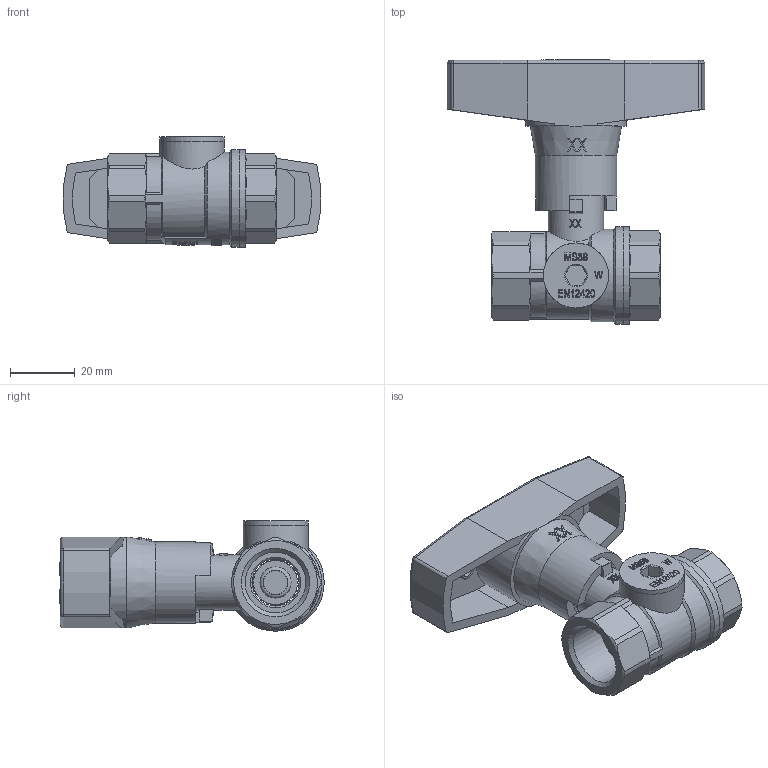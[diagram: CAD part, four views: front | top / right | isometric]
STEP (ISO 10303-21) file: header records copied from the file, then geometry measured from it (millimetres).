
FILE_DESCRIPTION(/* description */ ('Unknown'),/* implementation_level */ '2;1');
FILE_NAME(/* name */ '6080-04',/* time_stamp */ '2023-02-10T07:54:33+01:00',/* author */ ('Unknown'),/* organization */ ('Unknown'),/* preprocessor_version */ 'ST-DEVELOPER v16.7',/* originating_system */ 'Solid Edge',/* authorisation */ 'Unknown');
FILE_SCHEMA (('AUTOMOTIVE_DESIGN {1 0 10303 214 3 1 1}'));
Length unit declared in the file: millimetre
Products named in the file (16): 6080-1_2; T-Griff 3_8-3_4; Abdeckkappe-3_8-1_1_2; Neu-T-Griff-Al-3_8-3_4-a; Befestigungsschraube-1_2-3_4; 600-1_2-Spindel-co_oa_0; 600-1_2-Stopfbuchse; 600-1_2-Spindel; 600-1_2-Kvrper-co_oa_1; 600-1_2-Einschraubteil; 600-1_2-Sieb; 600-1_2-Speerring; kvrper; 600-1_2-Schraube; 600-1_2-Kvrper; Dichtung
Assembly tree (15 placements, depth 4):
  6080-1_2
    T-Griff 3_8-3_4
      Abdeckkappe-3_8-1_1_2
      Neu-T-Griff-Al-3_8-3_4-a
      Befestigungsschraube-1_2-3_4
    600-1_2-Spindel-co_oa_0
      600-1_2-Stopfbuchse
      600-1_2-Spindel
    600-1_2-Kvrper-co_oa_1
      600-1_2-Einschraubteil
      600-1_2-Sieb
      600-1_2-Speerring
      kvrper
        600-1_2-Schraube
        600-1_2-Kvrper
        Dichtung
Bounding box: 79.22 x 81.4 x 34 mm (x, y, z)
Volume: 49317.1 mm3; surface area: 34634.5 mm2
Topology: 11 solids, 11 shells, 1698 faces, 4737 edges, 3145 vertices
Faces by surface type: plane 1506, cylinder 127, cone 51, torus 7, sphere 6, bspline 1
Full cylindrical faces by diameter (mm): 1 x2, 3.4 x2, 5.4 x4, 6.6 x1, 8 x1, 8.9 x2, 9.1 x1, 9.2 x1, 9.3 x1, 9.6 x1, 10.5 x1, 10.8 x1, 12 x2, 12.5 x1, 13.5 x1, 14 x4, 14.5 x2, 16 x1, 16.8 x1, 17 x1, 18.1 x1, 18.631 x2, 19 x1, 19.5 x2, 20 x2, 23.5 x1, 25 x2, 25.5 x1, 28.5 x1, 30 x2
Entity records: 57504 total; most frequent: CARTESIAN_POINT 12769, ORIENTED_EDGE 9278, DIRECTION 9192, EDGE_CURVE 4639, LINE 3270, VECTOR 3270, VERTEX_POINT 3127, AXIS2_PLACEMENT_3D 2961
